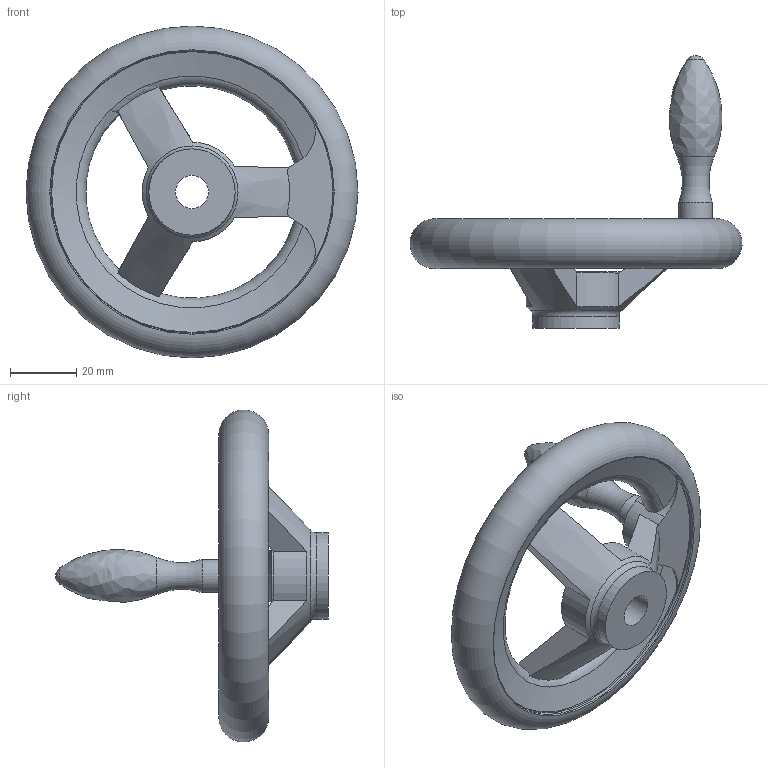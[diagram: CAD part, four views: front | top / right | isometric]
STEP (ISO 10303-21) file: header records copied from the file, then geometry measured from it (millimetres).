
FILE_DESCRIPTION( ( 'STEP AP214' ), '1' );
FILE_NAME( 'K0671.2100X10.stp', '2020-12-09T10:59:51', ( '' ), ( '' ), ' ', 'PARTsolutions', ' ' );
FILE_SCHEMA( ( 'AUTOMOTIVE_DESIGN { 1 0 10303 214 1 1 1 1 }' ) );
Length unit declared in the file: millimetre
Products named in the file (1): _K0671.2100X10
Bounding box: 99.96 x 82.15 x 99.96 mm (x, y, z)
Volume: 70268.8 mm3; surface area: 21222.3 mm2
Topology: 1 solids, 1 shells, 41 faces, 117 edges, 74 vertices
Faces by surface type: cylinder 14, torus 11, plane 10, cone 4, bspline 1, sphere 1
Full cylindrical faces by diameter (mm): 10 x2, 26 x2, 85 x2
Entity records: 1865 total; most frequent: CARTESIAN_POINT 585, ORIENTED_EDGE 186, DIRECTION 182, EDGE_CURVE 93, AXIS2_PLACEMENT_3D 85, VERTEX_POINT 70, EDGE_LOOP 63, FACE_OUTER_BOUND 56
